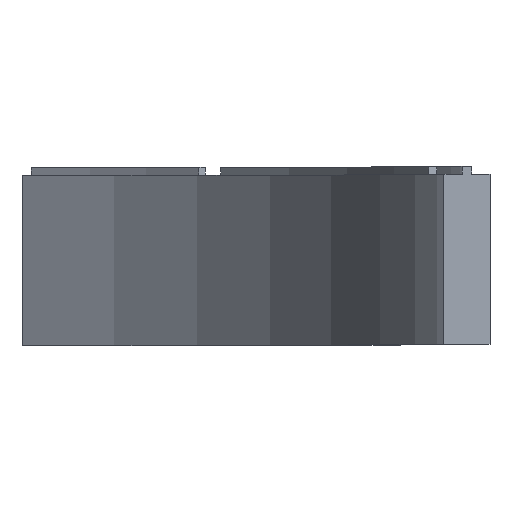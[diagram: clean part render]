
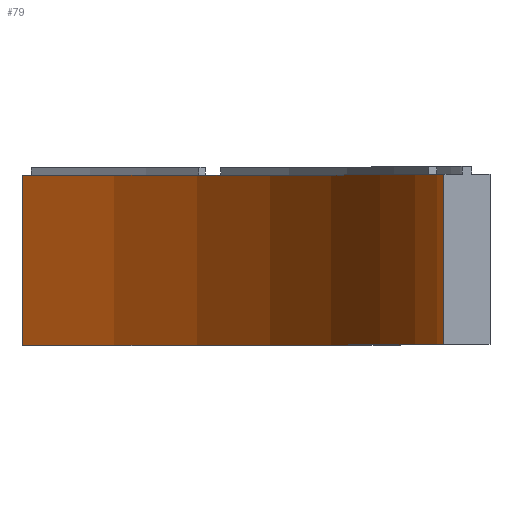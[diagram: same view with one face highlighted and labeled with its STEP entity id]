
A CAD part, top view. The second image highlights one B-rep face of the part: STEP entity #79.
In plain terms, the highlighted cylindrical face has radius 275 mm (diameter 550 mm), a partial arc.
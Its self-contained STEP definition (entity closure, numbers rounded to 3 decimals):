
#7 = DIRECTION ( 'NONE',  ( 0., 0., -1. ) ) ;
#11 = DIRECTION ( 'NONE',  ( 0., 0., -1. ) ) ;
#30 = VERTEX_POINT ( 'NONE', #47 ) ;
#47 = CARTESIAN_POINT ( 'NONE',  ( 137.5, 0., -238.157 ) ) ;
#61 = LINE ( 'NONE', #690, #797 ) ;
#75 = DIRECTION ( 'NONE',  ( 0., -1., 0. ) ) ;
#79 = ADVANCED_FACE ( 'NONE', ( #380 ), #936, .F. ) ;
#81 = CARTESIAN_POINT ( 'NONE',  ( 0., 0., 0. ) ) ;
#124 = CARTESIAN_POINT ( 'NONE',  ( 275., 55.4, 0. ) ) ;
#163 = DIRECTION ( 'NONE',  ( 0., -1., 0. ) ) ;
#277 = VECTOR ( 'NONE', #773, 1000. ) ;
#330 = CIRCLE ( 'NONE', #882, 275. ) ;
#375 = ORIENTED_EDGE ( 'NONE', *, *, #539, .T. ) ;
#380 = FACE_OUTER_BOUND ( 'NONE', #841, .T. ) ;
#394 = DIRECTION ( 'NONE',  ( 0., 0., -1. ) ) ;
#422 = CARTESIAN_POINT ( 'NONE',  ( 137.5, 55.4, -238.157 ) ) ;
#432 = CIRCLE ( 'NONE', #487, 275. ) ;
#442 = ORIENTED_EDGE ( 'NONE', *, *, #456, .F. ) ;
#456 = EDGE_CURVE ( 'NONE', #666, #522, #61, .T. ) ;
#479 = LINE ( 'NONE', #879, #277 ) ;
#482 = DIRECTION ( 'NONE',  ( 0., -1., 0. ) ) ;
#487 = AXIS2_PLACEMENT_3D ( 'NONE', #81, #482, #11 ) ;
#499 = ORIENTED_EDGE ( 'NONE', *, *, #857, .T. ) ;
#522 = VERTEX_POINT ( 'NONE', #726 ) ;
#539 = EDGE_CURVE ( 'NONE', #604, #30, #479, .T. ) ;
#592 = DIRECTION ( 'NONE',  ( 0., -1., 0. ) ) ;
#604 = VERTEX_POINT ( 'NONE', #422 ) ;
#666 = VERTEX_POINT ( 'NONE', #124 ) ;
#690 = CARTESIAN_POINT ( 'NONE',  ( 275., 55.4, 0. ) ) ;
#726 = CARTESIAN_POINT ( 'NONE',  ( 275., 0., 0. ) ) ;
#770 = ORIENTED_EDGE ( 'NONE', *, *, #834, .F. ) ;
#773 = DIRECTION ( 'NONE',  ( 0., -1., 0. ) ) ;
#782 = CARTESIAN_POINT ( 'NONE',  ( 0., 55.4, 0. ) ) ;
#789 = CARTESIAN_POINT ( 'NONE',  ( 0., 55.4, 0. ) ) ;
#797 = VECTOR ( 'NONE', #592, 1000. ) ;
#834 = EDGE_CURVE ( 'NONE', #604, #666, #330, .T. ) ;
#841 = EDGE_LOOP ( 'NONE', ( #499, #442, #770, #375 ) ) ;
#857 = EDGE_CURVE ( 'NONE', #30, #522, #432, .T. ) ;
#879 = CARTESIAN_POINT ( 'NONE',  ( 137.5, 55.4, -238.157 ) ) ;
#880 = AXIS2_PLACEMENT_3D ( 'NONE', #782, #75, #394 ) ;
#882 = AXIS2_PLACEMENT_3D ( 'NONE', #789, #163, #7 ) ;
#936 = CYLINDRICAL_SURFACE ( 'NONE', #880, 275. ) ;
